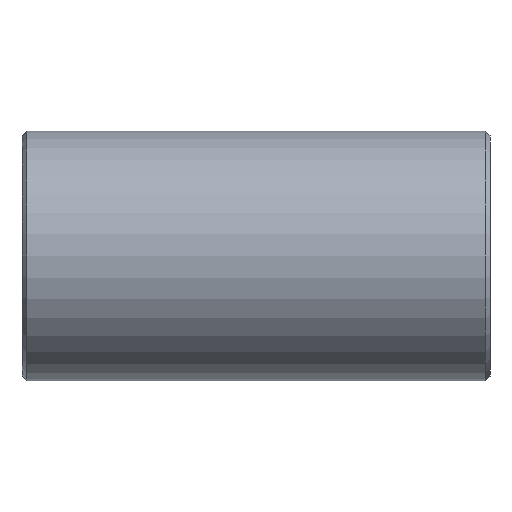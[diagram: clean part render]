
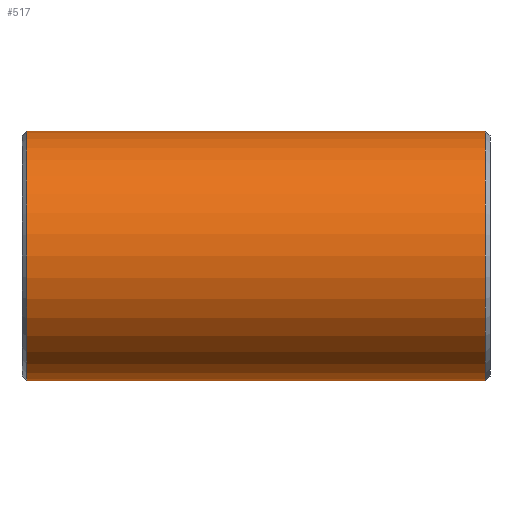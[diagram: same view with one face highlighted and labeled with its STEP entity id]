
A CAD part, front view. The second image highlights one B-rep face of the part: STEP entity #517.
In plain terms, the highlighted cylindrical face has radius 50.8 mm (diameter 101.6 mm), a partial arc.
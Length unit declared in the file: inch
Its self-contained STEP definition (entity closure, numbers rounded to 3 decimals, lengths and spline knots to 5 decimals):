
#2 = ORIENTED_EDGE ( 'NONE', *, *, #411, .T. ) ;
#11 = DIRECTION ( 'NONE',  ( -1., 0., 0. ) ) ;
#14 = CARTESIAN_POINT ( 'NONE',  ( 3.67467, 0., 2. ) ) ;
#15 = VERTEX_POINT ( 'NONE', #237 ) ;
#19 = DIRECTION ( 'NONE',  ( -1., 0., 0. ) ) ;
#41 = CARTESIAN_POINT ( 'NONE',  ( 3.67467, 0., 0. ) ) ;
#60 = ORIENTED_EDGE ( 'NONE', *, *, #592, .F. ) ;
#62 = VERTEX_POINT ( 'NONE', #400 ) ;
#81 = DIRECTION ( 'NONE',  ( 0., 0., 1. ) ) ;
#97 = EDGE_CURVE ( 'NONE', #547, #62, #491, .T. ) ;
#98 = CARTESIAN_POINT ( 'NONE',  ( 0., 0., -2. ) ) ;
#100 = LINE ( 'NONE', #330, #149 ) ;
#106 = FACE_OUTER_BOUND ( 'NONE', #412, .T. ) ;
#122 = AXIS2_PLACEMENT_3D ( 'NONE', #409, #483, #81 ) ;
#149 = VECTOR ( 'NONE', #227, 39.37008 ) ;
#159 = CARTESIAN_POINT ( 'NONE',  ( 3.75, 0., -2. ) ) ;
#164 = CARTESIAN_POINT ( 'NONE',  ( 3.75, 0., -2. ) ) ;
#198 = EDGE_CURVE ( 'NONE', #15, #547, #333, .T. ) ;
#201 = DIRECTION ( 'NONE',  ( 0., 0., 1. ) ) ;
#208 = AXIS2_PLACEMENT_3D ( 'NONE', #239, #346, #201 ) ;
#217 = VECTOR ( 'NONE', #565, 39.37008 ) ;
#218 = DIRECTION ( 'NONE',  ( 0., 0., -1. ) ) ;
#226 = EDGE_CURVE ( 'NONE', #369, #268, #573, .T. ) ;
#227 = DIRECTION ( 'NONE',  ( -1., 0., 0. ) ) ;
#237 = CARTESIAN_POINT ( 'NONE',  ( 3.67467, 0., -2. ) ) ;
#239 = CARTESIAN_POINT ( 'NONE',  ( 3.75, 0., 0. ) ) ;
#264 = EDGE_CURVE ( 'NONE', #332, #268, #345, .T. ) ;
#268 = VERTEX_POINT ( 'NONE', #391 ) ;
#300 = CARTESIAN_POINT ( 'NONE',  ( 3.75, 0., 2. ) ) ;
#301 = ORIENTED_EDGE ( 'NONE', *, *, #226, .F. ) ;
#330 = CARTESIAN_POINT ( 'NONE',  ( 3.75, 0., 2. ) ) ;
#332 = VERTEX_POINT ( 'NONE', #359 ) ;
#333 = CIRCLE ( 'NONE', #475, 2. ) ;
#337 = ORIENTED_EDGE ( 'NONE', *, *, #97, .T. ) ;
#338 = CYLINDRICAL_SURFACE ( 'NONE', #208, 2. ) ;
#345 = CIRCLE ( 'NONE', #122, 2. ) ;
#346 = DIRECTION ( 'NONE',  ( -1., 0., 0. ) ) ;
#359 = CARTESIAN_POINT ( 'NONE',  ( -3.67467, 0., 2. ) ) ;
#369 = VERTEX_POINT ( 'NONE', #98 ) ;
#386 = ORIENTED_EDGE ( 'NONE', *, *, #198, .T. ) ;
#391 = CARTESIAN_POINT ( 'NONE',  ( -3.67467, 0., -2. ) ) ;
#393 = LINE ( 'NONE', #159, #505 ) ;
#400 = CARTESIAN_POINT ( 'NONE',  ( 0., 0., 2. ) ) ;
#409 = CARTESIAN_POINT ( 'NONE',  ( -3.67467, 0., 0. ) ) ;
#411 = EDGE_CURVE ( 'NONE', #62, #332, #100, .T. ) ;
#412 = EDGE_LOOP ( 'NONE', ( #60, #386, #337, #2, #555, #301 ) ) ;
#432 = VECTOR ( 'NONE', #581, 39.37008 ) ;
#475 = AXIS2_PLACEMENT_3D ( 'NONE', #41, #19, #218 ) ;
#483 = DIRECTION ( 'NONE',  ( 1., 0., 0. ) ) ;
#491 = LINE ( 'NONE', #300, #432 ) ;
#505 = VECTOR ( 'NONE', #11, 39.37008 ) ;
#517 = ADVANCED_FACE ( 'NONE', ( #106 ), #338, .T. ) ;
#547 = VERTEX_POINT ( 'NONE', #14 ) ;
#555 = ORIENTED_EDGE ( 'NONE', *, *, #264, .T. ) ;
#565 = DIRECTION ( 'NONE',  ( -1., 0., 0. ) ) ;
#573 = LINE ( 'NONE', #164, #217 ) ;
#581 = DIRECTION ( 'NONE',  ( -1., 0., 0. ) ) ;
#592 = EDGE_CURVE ( 'NONE', #15, #369, #393, .T. ) ;
